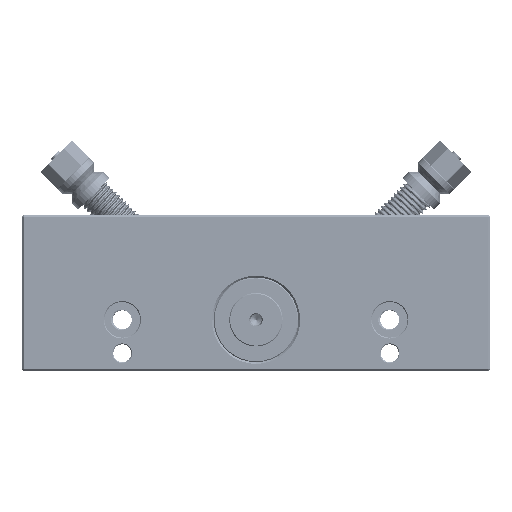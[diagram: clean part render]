
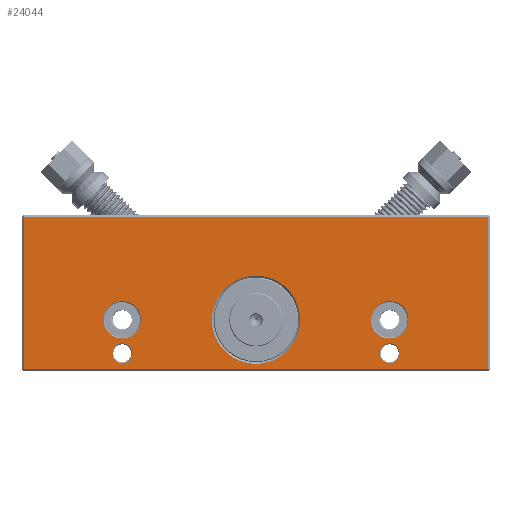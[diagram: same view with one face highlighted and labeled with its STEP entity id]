
A CAD part, front view. The second image highlights one B-rep face of the part: STEP entity #24044.
In plain terms, the highlighted planar face has unit normal (0, -1, 0).
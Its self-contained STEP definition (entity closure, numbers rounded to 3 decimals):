
#169=FACE_BOUND('',#2591,.T.);
#170=FACE_BOUND('',#2592,.T.);
#171=FACE_BOUND('',#2593,.T.);
#172=FACE_BOUND('',#2594,.T.);
#173=FACE_BOUND('',#2595,.T.);
#604=PLANE('',#25604);
#1192=FACE_OUTER_BOUND('',#2590,.T.);
#2590=EDGE_LOOP('',(#16614,#16615,#16616,#16617));
#2591=EDGE_LOOP('',(#16618));
#2592=EDGE_LOOP('',(#16619));
#2593=EDGE_LOOP('',(#16620));
#2594=EDGE_LOOP('',(#16621));
#2595=EDGE_LOOP('',(#16622));
#3738=CIRCLE('',#25605,9.9);
#3739=CIRCLE('',#25606,4.2);
#3740=CIRCLE('',#25607,2.2);
#3741=CIRCLE('',#25608,2.2);
#3742=CIRCLE('',#25609,4.2);
#6920=LINE('',#45196,#7864);
#6930=LINE('',#45216,#7874);
#6938=LINE('',#45230,#7882);
#6940=LINE('',#45233,#7884);
#7864=VECTOR('',#27920,10.);
#7874=VECTOR('',#27938,10.);
#7882=VECTOR('',#27952,10.);
#7884=VECTOR('',#27956,10.);
#9359=VERTEX_POINT('',#45169);
#9366=VERTEX_POINT('',#45187);
#9371=VERTEX_POINT('',#45209);
#9376=VERTEX_POINT('',#45225);
#9383=VERTEX_POINT('',#45261);
#9384=VERTEX_POINT('',#45263);
#9385=VERTEX_POINT('',#45265);
#9386=VERTEX_POINT('',#45267);
#9387=VERTEX_POINT('',#45269);
#12243=EDGE_CURVE('',#9359,#9366,#6920,.T.);
#12253=EDGE_CURVE('',#9371,#9359,#6930,.T.);
#12261=EDGE_CURVE('',#9366,#9376,#6938,.T.);
#12263=EDGE_CURVE('',#9376,#9371,#6940,.T.);
#12278=EDGE_CURVE('',#9383,#9383,#3738,.T.);
#12279=EDGE_CURVE('',#9384,#9384,#3739,.T.);
#12280=EDGE_CURVE('',#9385,#9385,#3740,.T.);
#12281=EDGE_CURVE('',#9386,#9386,#3741,.T.);
#12282=EDGE_CURVE('',#9387,#9387,#3742,.T.);
#16614=ORIENTED_EDGE('',*,*,#12243,.F.);
#16615=ORIENTED_EDGE('',*,*,#12253,.F.);
#16616=ORIENTED_EDGE('',*,*,#12263,.F.);
#16617=ORIENTED_EDGE('',*,*,#12261,.F.);
#16618=ORIENTED_EDGE('',*,*,#12278,.F.);
#16619=ORIENTED_EDGE('',*,*,#12279,.F.);
#16620=ORIENTED_EDGE('',*,*,#12280,.F.);
#16621=ORIENTED_EDGE('',*,*,#12281,.F.);
#16622=ORIENTED_EDGE('',*,*,#12282,.F.);
#24044=ADVANCED_FACE('',(#1192,#169,#170,#171,#172,#173),#604,.T.);
#25604=AXIS2_PLACEMENT_3D('',#45260,#27989,#27990);
#25605=AXIS2_PLACEMENT_3D('',#45262,#27991,#27992);
#25606=AXIS2_PLACEMENT_3D('',#45264,#27993,#27994);
#25607=AXIS2_PLACEMENT_3D('',#45266,#27995,#27996);
#25608=AXIS2_PLACEMENT_3D('',#45268,#27997,#27998);
#25609=AXIS2_PLACEMENT_3D('',#45270,#27999,#28000);
#27920=DIRECTION('',(-1.,0.,0.));
#27938=DIRECTION('',(0.,0.,-1.));
#27952=DIRECTION('',(0.,0.,1.));
#27956=DIRECTION('',(1.,0.,0.));
#27989=DIRECTION('center_axis',(0.,-1.,0.));
#27990=DIRECTION('ref_axis',(1.,0.,0.));
#27991=DIRECTION('center_axis',(0.,-1.,0.));
#27992=DIRECTION('ref_axis',(-1.,0.,0.));
#27993=DIRECTION('center_axis',(0.,-1.,0.));
#27994=DIRECTION('ref_axis',(0.,0.,1.));
#27995=DIRECTION('center_axis',(0.,-1.,0.));
#27996=DIRECTION('ref_axis',(0.,0.,1.));
#27997=DIRECTION('center_axis',(0.,-1.,0.));
#27998=DIRECTION('ref_axis',(0.,0.,1.));
#27999=DIRECTION('center_axis',(0.,-1.,0.));
#28000=DIRECTION('ref_axis',(0.,0.,1.));
#45169=CARTESIAN_POINT('',(104.6,0.,0.4));
#45187=CARTESIAN_POINT('',(0.4,0.,0.4));
#45196=CARTESIAN_POINT('',(26.25,0.,0.4));
#45209=CARTESIAN_POINT('',(104.6,0.,34.6));
#45216=CARTESIAN_POINT('',(104.6,0.,0.));
#45225=CARTESIAN_POINT('',(0.4,0.,34.6));
#45230=CARTESIAN_POINT('',(0.4,0.,0.));
#45233=CARTESIAN_POINT('',(26.25,0.,34.6));
#45260=CARTESIAN_POINT('Origin',(0.,0.,0.));
#45261=CARTESIAN_POINT('',(62.4,0.,11.5));
#45262=CARTESIAN_POINT('Origin',(52.5,0.,11.5));
#45263=CARTESIAN_POINT('',(82.5,0.,7.3));
#45264=CARTESIAN_POINT('Origin',(82.5,0.,11.5));
#45265=CARTESIAN_POINT('',(22.5,0.,1.8));
#45266=CARTESIAN_POINT('Origin',(22.5,0.,4.));
#45267=CARTESIAN_POINT('',(82.5,0.,1.8));
#45268=CARTESIAN_POINT('Origin',(82.5,0.,4.));
#45269=CARTESIAN_POINT('',(22.5,0.,7.3));
#45270=CARTESIAN_POINT('Origin',(22.5,0.,11.5));
